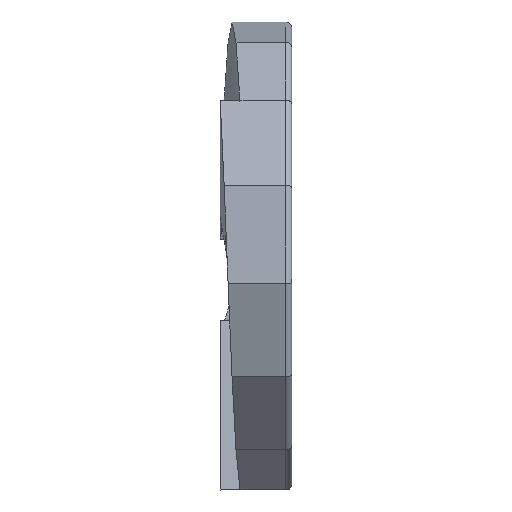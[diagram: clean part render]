
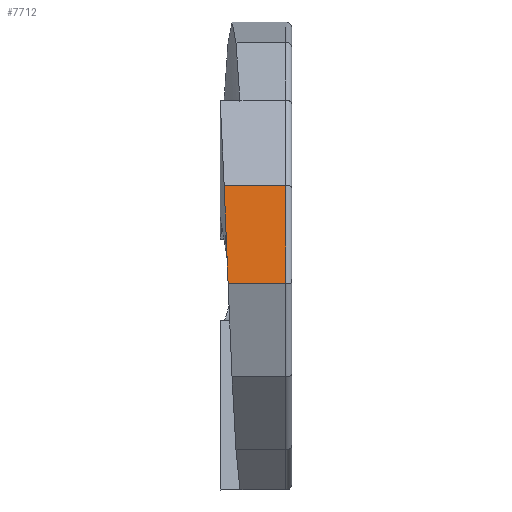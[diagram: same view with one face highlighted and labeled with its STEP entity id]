
A CAD part, left-side view. The second image highlights one B-rep face of the part: STEP entity #7712.
In plain terms, the highlighted planar face has unit normal (-0.995, 0, 0.104).
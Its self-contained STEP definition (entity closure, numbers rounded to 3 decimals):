
#225 = CARTESIAN_POINT ( 'NONE',  ( -18.783, 9.3, 6.103 ) ) ;
#461 = EDGE_CURVE ( 'NONE', #3059, #5547, #8231, .T. ) ;
#522 = VECTOR ( 'NONE', #10923, 1000. ) ;
#763 = VECTOR ( 'NONE', #2055, 1000. ) ;
#1172 = EDGE_CURVE ( 'NONE', #1781, #3059, #4640, .T. ) ;
#1781 = VERTEX_POINT ( 'NONE', #7654 ) ;
#2055 = DIRECTION ( 'NONE',  ( 0., 1., 0. ) ) ;
#2718 = CARTESIAN_POINT ( 'NONE',  ( -18.783, 9.3, 6.103 ) ) ;
#2728 = FACE_OUTER_BOUND ( 'NONE', #9103, .T. ) ;
#3059 = VERTEX_POINT ( 'NONE', #3444 ) ;
#3173 = CARTESIAN_POINT ( 'NONE',  ( -19.07, 4.842, 3.38 ) ) ;
#3444 = CARTESIAN_POINT ( 'NONE',  ( -18.783, 4.949, 6.103 ) ) ;
#3847 = CARTESIAN_POINT ( 'NONE',  ( -18.783, 4.949, 6.103 ) ) ;
#4421 = EDGE_CURVE ( 'NONE', #6590, #5547, #8203, .T. ) ;
#4640 = LINE ( 'NONE', #225, #763 ) ;
#4936 = CARTESIAN_POINT ( 'NONE',  ( -19.642, 4.62, -2.064 ) ) ;
#4981 = DIRECTION ( 'NONE',  ( -0.105, 0., -0.995 ) ) ;
#5336 = ORIENTED_EDGE ( 'NONE', *, *, #4421, .F. ) ;
#5453 = DIRECTION ( 'NONE',  ( -0.995, 0., 0.105 ) ) ;
#5547 = VERTEX_POINT ( 'NONE', #4936 ) ;
#5995 = ORIENTED_EDGE ( 'NONE', *, *, #10388, .F. ) ;
#6482 = ORIENTED_EDGE ( 'NONE', *, *, #461, .T. ) ;
#6552 = CARTESIAN_POINT ( 'NONE',  ( -19.642, -0.2, -2.064 ) ) ;
#6590 = VERTEX_POINT ( 'NONE', #6552 ) ;
#7084 = DIRECTION ( 'NONE',  ( 0.105, 0., 0.995 ) ) ;
#7252 = CARTESIAN_POINT ( 'NONE',  ( -19.356, 4.727, 0.658 ) ) ;
#7654 = CARTESIAN_POINT ( 'NONE',  ( -18.783, -0.2, 6.103 ) ) ;
#7712 = ADVANCED_FACE ( 'NONE', ( #2728 ), #10678, .T. ) ;
#8203 = LINE ( 'NONE', #10204, #522 ) ;
#8231 = B_SPLINE_CURVE_WITH_KNOTS ( 'NONE', 3,
 ( #3847, #3173, #7252, #9023 ),
 .UNSPECIFIED., .F., .F.,
 ( 4, 4 ),
 ( 0., 0.008 ),
 .UNSPECIFIED. ) ;
#8724 = AXIS2_PLACEMENT_3D ( 'NONE', #2718, #5453, #7084 ) ;
#9023 = CARTESIAN_POINT ( 'NONE',  ( -19.642, 4.62, -2.064 ) ) ;
#9103 = EDGE_LOOP ( 'NONE', ( #11254, #6482, #5336, #5995 ) ) ;
#9213 = LINE ( 'NONE', #10378, #9233 ) ;
#9233 = VECTOR ( 'NONE', #4981, 1000. ) ;
#10204 = CARTESIAN_POINT ( 'NONE',  ( -19.642, 9.3, -2.064 ) ) ;
#10378 = CARTESIAN_POINT ( 'NONE',  ( -19.213, -0.2, 2.019 ) ) ;
#10388 = EDGE_CURVE ( 'NONE', #1781, #6590, #9213, .T. ) ;
#10678 = PLANE ( 'NONE',  #8724 ) ;
#10923 = DIRECTION ( 'NONE',  ( 0., 1., 0. ) ) ;
#11254 = ORIENTED_EDGE ( 'NONE', *, *, #1172, .T. ) ;
